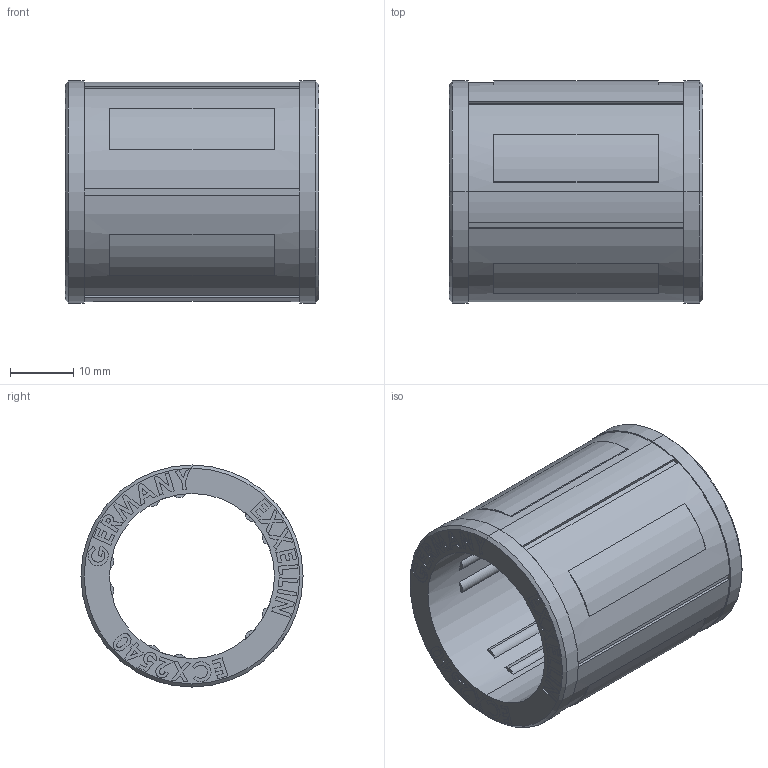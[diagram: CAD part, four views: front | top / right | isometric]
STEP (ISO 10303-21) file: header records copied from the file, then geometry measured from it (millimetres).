
FILE_DESCRIPTION (( 'STEP AP214' ), '1' );
FILE_NAME ('EDM_EXC25-3D.STEP', '2016-07-05T08:20:21', ( '' ), ( '' ), 'SwSTEP 2.0', 'SolidWorks 2016', '' );
FILE_SCHEMA (( 'AUTOMOTIVE_DESIGN' ));
Length unit declared in the file: millimetre
Products named in the file (1): EDM_EXC25-3D
Bounding box: 40 x 35 x 35 mm (x, y, z)
Volume: 16691 mm3; surface area: 8805.8 mm2
Topology: 1 solids, 1 shells, 626 faces, 1661 edges, 1106 vertices
Faces by surface type: plane 499, bspline 92, cylinder 31, cone 4
Entity records: 25338 total; most frequent: CARTESIAN_POINT 9534, ORIENTED_EDGE 3322, DIRECTION 2643, EDGE_CURVE 1661, VECTOR 1381, LINE 1381, VERTEX_POINT 1106, EDGE_LOOP 697
